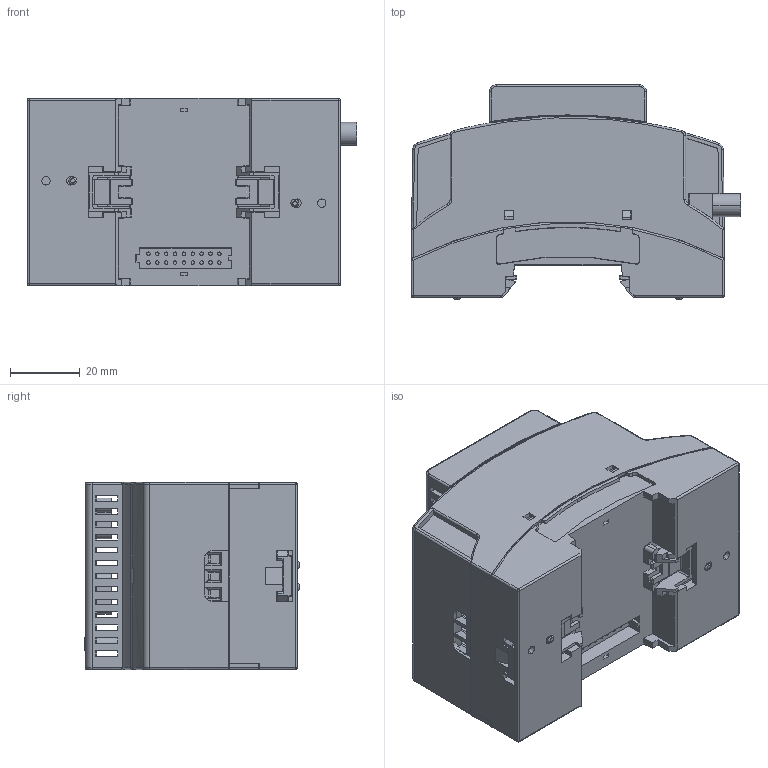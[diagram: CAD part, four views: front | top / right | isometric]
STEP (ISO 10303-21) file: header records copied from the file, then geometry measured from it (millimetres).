
FILE_DESCRIPTION (( 'STEP AP214' ), '1' );
FILE_NAME ('玶210.STEP', '2020-03-03T12:26:33', ( '' ), ( '' ), 'SwSTEP 2.0', 'SolidWorks 2019', '' );
FILE_SCHEMA (( 'AUTOMOTIVE_DESIGN' ));
Length unit declared in the file: millimetre
Products named in the file (10): PVM01C02; 咸210. 署赅 卵 53.6; ÏÌ210. Êðûøêà êëåììíàÿ 53.6; PVM01D03; (2040)ﾊﾓﾂﾔ.301152.410.2040(ﾎ魵瑙韃 ﾏﾕ210); Pﾌ210_001F01M; (891)ﾊﾓﾂﾔ.731143.420.891(ﾎ魵瑙韃); 玶210; (1041)ÊÓÂÔ.742211.420.1041 (ÏËÊ110 Çàùåëêà Din ÏËÊ110); ÏÌ210. Êðûøêà êëåììíàÿ 35.6
Assembly tree (10 placements, depth 3):
  玶210
    咸210. 署赅 卵 53.6
    PVM01C02
    Pﾌ210_001F01M
    (2040)ﾊﾓﾂﾔ.301152.410.2040(ﾎ魵瑙韃 ﾏﾕ210)
      (1041)ÊÓÂÔ.742211.420.1041 (ÏËÊ110 Çàùåëêà Din ÏËÊ110)  x2
      (891)ﾊﾓﾂﾔ.731143.420.891(ﾎ魵瑙韃)
    ÏÌ210. Êðûøêà êëåììíàÿ 35.6
    ÏÌ210. Êðûøêà êëåììíàÿ 53.6
    PVM01D03
Bounding box: 94.35 x 61.34 x 53.6 mm (x, y, z)
Volume: 59346.8 mm3; surface area: 88396.7 mm2
Topology: 10 solids, 10 shells, 2784 faces, 8003 edges, 5257 vertices
Faces by surface type: plane 1922, bspline 387, cylinder 364, cone 72, torus 29, sphere 10
Entity records: 112569 total; most frequent: CARTESIAN_POINT 21993, ORIENTED_EDGE 15504, DIRECTION 12284, EDGE_CURVE 7752, VECTOR 6036, LINE 6036, VERTEX_POINT 5107, AXIS2_PLACEMENT_3D 3124
